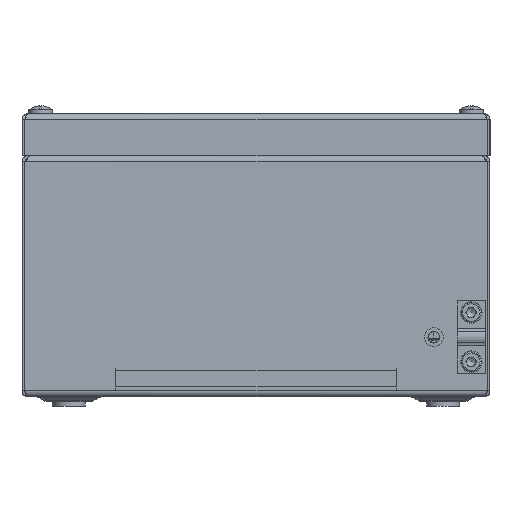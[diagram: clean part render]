
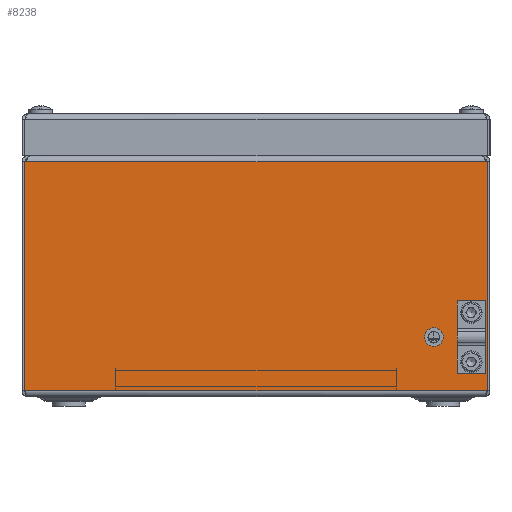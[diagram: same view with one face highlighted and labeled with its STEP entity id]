
A CAD part, left-side view. The second image highlights one B-rep face of the part: STEP entity #8238.
In plain terms, the highlighted planar face has unit normal (-1, 0, 0).
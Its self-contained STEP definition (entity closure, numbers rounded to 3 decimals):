
#789=LINE('',#14648,#1392);
#794=LINE('',#14658,#1397);
#795=LINE('',#14660,#1398);
#796=LINE('',#14661,#1399);
#1392=VECTOR('',#10529,1000.);
#1397=VECTOR('',#10538,1000.);
#1398=VECTOR('',#10539,1000.);
#1399=VECTOR('',#10540,1000.);
#1841=PLANE('',#8975);
#2245=FACE_BOUND('',#3158,.T.);
#2246=FACE_BOUND('',#3159,.T.);
#2533=FACE_OUTER_BOUND('',#3157,.T.);
#3157=EDGE_LOOP('',(#6580,#6581,#6582,#6583));
#3158=EDGE_LOOP('',(#6584));
#3159=EDGE_LOOP('',(#6585));
#3660=CIRCLE('',#8875,3.55);
#3662=CIRCLE('',#8878,3.55);
#4118=VERTEX_POINT('',#14016);
#4120=VERTEX_POINT('',#14021);
#4255=VERTEX_POINT('',#14645);
#4256=VERTEX_POINT('',#14647);
#4259=VERTEX_POINT('',#14657);
#4260=VERTEX_POINT('',#14659);
#4927=EDGE_CURVE('',#4118,#4118,#3660,.T.);
#4929=EDGE_CURVE('',#4120,#4120,#3662,.T.);
#5084=EDGE_CURVE('',#4255,#4256,#789,.T.);
#5089=EDGE_CURVE('',#4255,#4259,#794,.T.);
#5090=EDGE_CURVE('',#4260,#4259,#795,.T.);
#5091=EDGE_CURVE('',#4256,#4260,#796,.T.);
#6580=ORIENTED_EDGE('',*,*,#5089,.T.);
#6581=ORIENTED_EDGE('',*,*,#5090,.F.);
#6582=ORIENTED_EDGE('',*,*,#5091,.F.);
#6583=ORIENTED_EDGE('',*,*,#5084,.F.);
#6584=ORIENTED_EDGE('',*,*,#4927,.F.);
#6585=ORIENTED_EDGE('',*,*,#4929,.F.);
#8238=ADVANCED_FACE('',(#2533,#2245,#2246),#1841,.F.);
#8875=AXIS2_PLACEMENT_3D('',#14017,#10257,#10258);
#8878=AXIS2_PLACEMENT_3D('',#14022,#10263,#10264);
#8975=AXIS2_PLACEMENT_3D('',#14656,#10536,#10537);
#10257=DIRECTION('center_axis',(-1.,0.,0.));
#10258=DIRECTION('ref_axis',(0.,0.,
1.));
#10263=DIRECTION('center_axis',(-1.,0.,0.));
#10264=DIRECTION('ref_axis',(0.,0.,
1.));
#10529=DIRECTION('',(0.,0.,-1.));
#10536=DIRECTION('center_axis',(1.,0.,0.));
#10537=DIRECTION('ref_axis',(0.,1.,0.));
#10538=DIRECTION('',(0.,1.,0.));
#10539=DIRECTION('',(0.,0.,1.));
#10540=DIRECTION('',(0.,1.,0.));
#14016=CARTESIAN_POINT('',(-200.,-92.,39.55));
#14017=CARTESIAN_POINT('Origin',(-200.,-92.,36.));
#14021=CARTESIAN_POINT('',(-200.,-92.,18.55));
#14022=CARTESIAN_POINT('Origin',(-200.,-92.,15.));
#14645=CARTESIAN_POINT('',(-200.,-98.743,100.5));
#14647=CARTESIAN_POINT('',(-200.,-98.743,2.5));
#14648=CARTESIAN_POINT('',(-200.,-98.743,103.));
#14656=CARTESIAN_POINT('Origin',(-200.,-2100.,103.));
#14657=CARTESIAN_POINT('',(-200.,98.743,100.5));
#14658=CARTESIAN_POINT('',(-200.,-98.743,100.5));
#14659=CARTESIAN_POINT('',(-200.,98.743,2.5));
#14660=CARTESIAN_POINT('',(-200.,98.743,103.));
#14661=CARTESIAN_POINT('',(-200.,-2100.,2.5));
